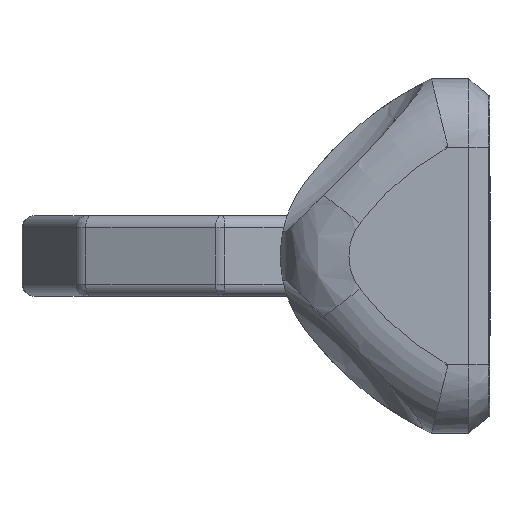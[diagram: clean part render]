
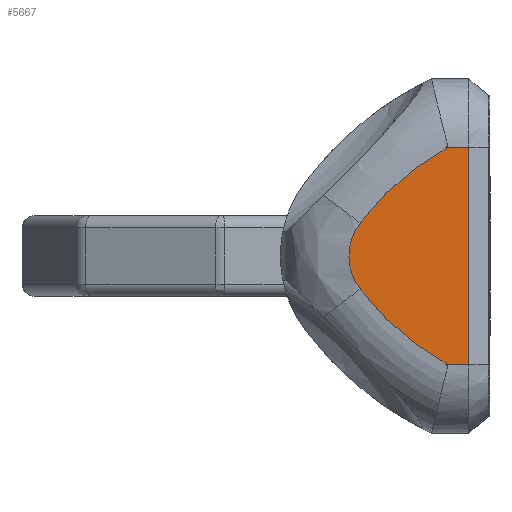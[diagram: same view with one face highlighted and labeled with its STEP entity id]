
A CAD part, left-side view. The second image highlights one B-rep face of the part: STEP entity #5667.
In plain terms, the highlighted face is planar.
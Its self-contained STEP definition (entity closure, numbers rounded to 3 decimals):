
#660=CARTESIAN_POINT('',(0.,21.5,36.));
#661=DIRECTION('',(0.,0.,1.));
#662=DIRECTION('',(0.606,0.796,0.));
#663=AXIS2_PLACEMENT_3D('',#660,#661,#662);
#670=DIRECTION('',(0.,-1.,0.));
#671=VECTOR('',#670,5.092);
#672=CARTESIAN_POINT('',(-27.,10.392,36.));
#673=LINE('',#672,#671);
#674=CARTESIAN_POINT('',(33.921,-23.057,36.));
#675=DIRECTION('',(0.,0.,-1.));
#676=DIRECTION('',(-0.877,0.481,0.));
#677=AXIS2_PLACEMENT_3D('',#674,#675,#676);
#679=CARTESIAN_POINT('',(-33.921,-23.057,36.));
#680=DIRECTION('',(0.,0.,1.));
#681=DIRECTION('',(0.877,0.481,0.));
#682=AXIS2_PLACEMENT_3D('',#679,#680,#681);
#684=DIRECTION('',(0.,-1.,0.));
#685=VECTOR('',#684,5.092);
#686=CARTESIAN_POINT('',(27.,10.392,36.));
#687=LINE('',#686,#685);
#688=DIRECTION('',(1.,0.,0.));
#689=VECTOR('',#688,54.);
#690=CARTESIAN_POINT('',(-27.,5.3,36.));
#691=LINE('',#690,#689);
#5231=CARTESIAN_POINT('',(-27.,10.392,36.));
#5232=CARTESIAN_POINT('',(-27.,5.3,36.));
#5233=VERTEX_POINT('',#5231);
#5234=VERTEX_POINT('',#5232);
#5265=CARTESIAN_POINT('',(-8.177,32.242,36.));
#5267=VERTEX_POINT('',#5265);
#5293=CARTESIAN_POINT('',(27.,5.3,36.));
#5294=VERTEX_POINT('',#5293);
#5301=CARTESIAN_POINT('',(8.177,32.242,36.));
#5303=VERTEX_POINT('',#5301);
#5319=CARTESIAN_POINT('',(27.,10.392,36.));
#5320=VERTEX_POINT('',#5319);
#5649=CARTESIAN_POINT('',(0.,0.,36.));
#5650=DIRECTION('',(0.,0.,-1.));
#5651=DIRECTION('',(-1.,0.,0.));
#5652=AXIS2_PLACEMENT_3D('',#5649,#5650,#5651);
#5653=PLANE('',#5652);
#5655=ORIENTED_EDGE('',*,*,#5654,.F.);
#5657=ORIENTED_EDGE('',*,*,#5656,.F.);
#5659=ORIENTED_EDGE('',*,*,#5658,.T.);
#5660=ORIENTED_EDGE('',*,*,#5636,.F.);
#5662=ORIENTED_EDGE('',*,*,#5661,.F.);
#5664=ORIENTED_EDGE('',*,*,#5663,.T.);
#5665=EDGE_LOOP('',(#5655,#5657,#5659,#5660,#5662,#5664));
#5666=FACE_OUTER_BOUND('',#5665,.F.);
#5667=ADVANCED_FACE('',(#5666),#5653,.F.);
#664=CIRCLE('',#663,13.5);
#678=CIRCLE('',#677,69.5);
#683=CIRCLE('',#682,69.5);
#5636=EDGE_CURVE('',#5303,#5267,#664,.T.);
#5654=EDGE_CURVE('',#5234,#5294,#691,.T.);
#5656=EDGE_CURVE('',#5233,#5234,#673,.T.);
#5658=EDGE_CURVE('',#5233,#5267,#678,.T.);
#5661=EDGE_CURVE('',#5320,#5303,#683,.T.);
#5663=EDGE_CURVE('',#5320,#5294,#687,.T.);
